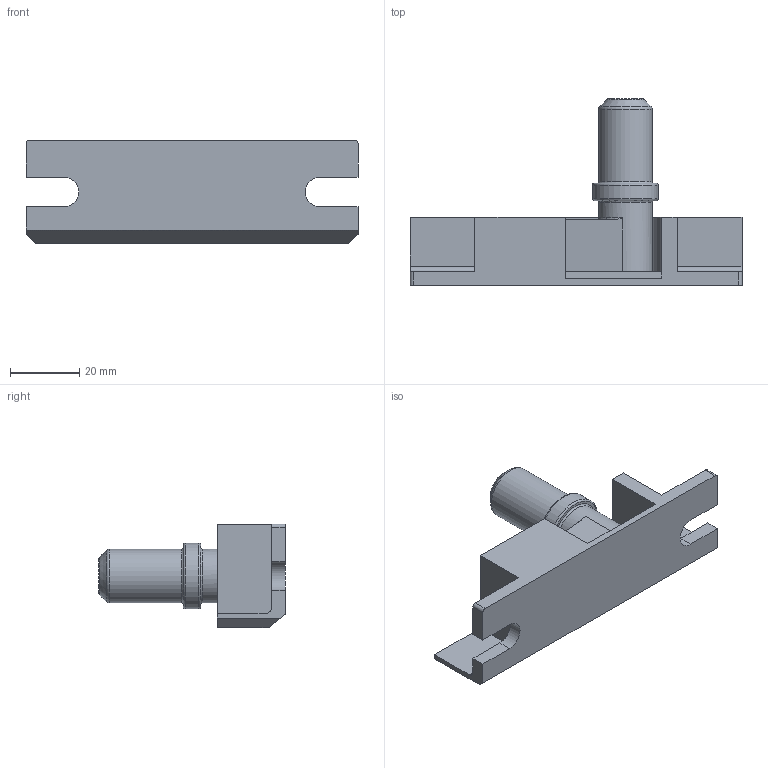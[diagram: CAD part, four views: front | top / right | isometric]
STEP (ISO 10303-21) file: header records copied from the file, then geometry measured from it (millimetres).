
FILE_DESCRIPTION( ( 'STEP AP214' ), '1' );
FILE_NAME( 'SK1-1895S-9.stp', '2024-01-17T01:33:15', ( 'License CC BY-ND 4.0' ), ( 'CADENAS' ), ' ', 'PARTsolutions', ' ' );
FILE_SCHEMA( ( 'AUTOMOTIVE_DESIGN { 1 0 10303 214 1 1 1 1 }' ) );
Length unit declared in the file: millimetre
Products named in the file (1): _SK1-1895S-9
Bounding box: 96 x 54 x 30 mm (x, y, z)
Volume: 38014.2 mm3; surface area: 14788.6 mm2
Topology: 1 solids, 1 shells, 65 faces, 176 edges, 116 vertices
Faces by surface type: plane 39, cylinder 18, torus 7, cone 1
Full cylindrical faces by diameter (mm): 15.5 x2, 19 x1
Entity records: 2524 total; most frequent: CARTESIAN_POINT 374, DIRECTION 338, ORIENTED_EDGE 324, EDGE_CURVE 162, LINE 114, VECTOR 114, AXIS2_PLACEMENT_3D 112, VERTEX_POINT 112
